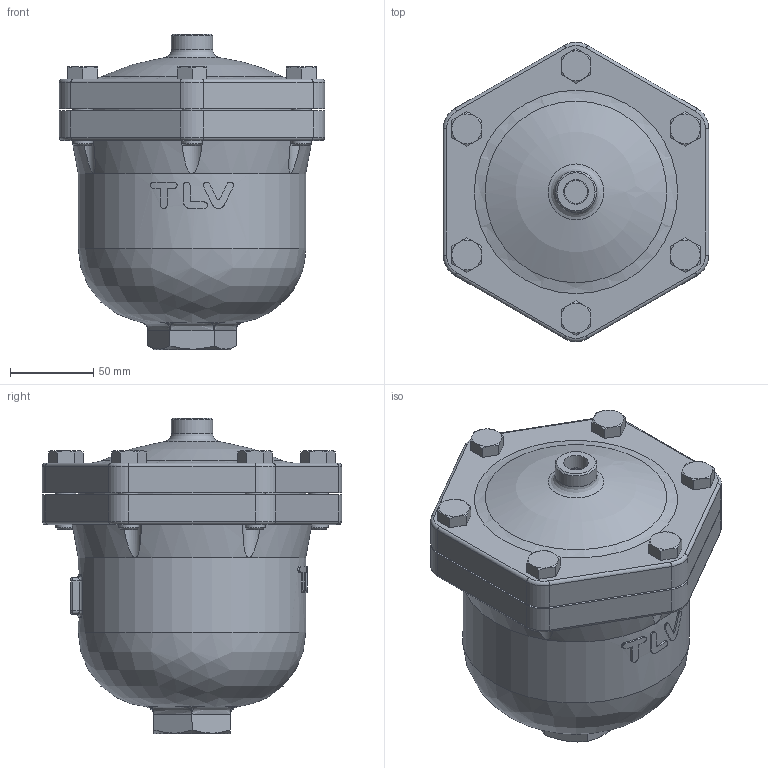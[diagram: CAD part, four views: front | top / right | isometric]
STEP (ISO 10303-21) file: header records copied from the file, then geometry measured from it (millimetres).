
FILE_DESCRIPTION((''),'2;1');
FILE_NAME('vc400-025-screw-00.stp','2010-08-11T12:54:34',('nakaot'),(''),'Autodesk Inventor 2008','Autodesk Inventor 2008','');
FILE_SCHEMA(('AUTOMOTIVE_DESIGN { 1 0 10303 214 1 1 1 1 }'));
Length unit declared in the file: millimetre
Products named in the file (1): vc400-025-screw-00
Bounding box: 160 x 180.36 x 190 mm (x, y, z)
Volume: 2401619.2 mm3; surface area: 132276 mm2
Topology: 1 solids, 1 shells, 273 faces, 625 edges, 384 vertices
Faces by surface type: plane 96, cylinder 69, cone 50, bspline 44, torus 13, sphere 1
Full cylindrical faces by diameter (mm): 12 x12, 25 x1, 137 x2
Entity records: 9898 total; most frequent: CARTESIAN_POINT 4262, ORIENTED_EDGE 1156, DIRECTION 1114, EDGE_CURVE 578, AXIS2_PLACEMENT_3D 462, VERTEX_POINT 374, EDGE_LOOP 352, FACE_OUTER_BOUND 273
